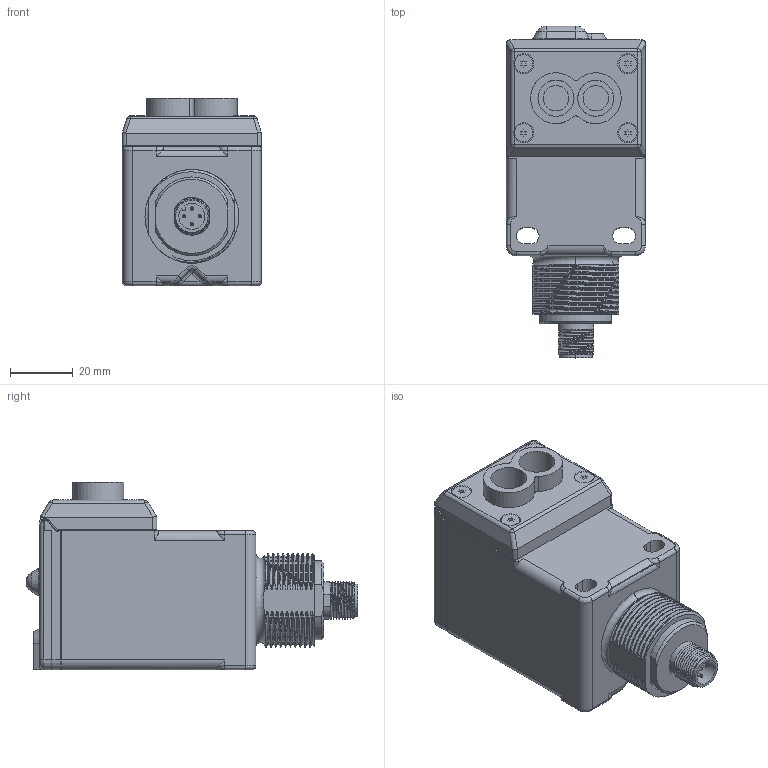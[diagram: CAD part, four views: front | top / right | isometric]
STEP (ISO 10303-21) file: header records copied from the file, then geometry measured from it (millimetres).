
FILE_DESCRIPTION((''),'2;1');
FILE_NAME('156711_SM01_ASM','2022-11-07T10:30:00',('PDMAdmin'),('BANNER ENGINEERING'),'CREO PARAMETRIC BY PTC INC, 2019292','CREO PARAMETRIC BY PTC INC, 2019292','');
FILE_SCHEMA(('CONFIG_CONTROL_DESIGN'));
Length unit declared in the file: millimetre
Products named in the file (2): 156711_EP01; 156711_SM01_ASM
Assembly tree (1 placements, depth 2):
  156711_SM01_ASM
    156711_EP01
Bounding box: 44.57 x 106.03 x 60 mm (x, y, z)
Volume: 151603.7 mm3; surface area: 32296.3 mm2
Topology: 1 solids, 2 shells, 789 faces, 2098 edges, 1328 vertices
Faces by surface type: plane 321, cylinder 224, bspline 149, cone 63, torus 19, sphere 13
Entity records: 39449 total; most frequent: CARTESIAN_POINT 21000, ORIENTED_EDGE 4172, DIRECTION 3301, EDGE_CURVE 2086, VERTEX_POINT 1328, VECTOR 1121, LINE 1121, AXIS2_PLACEMENT_3D 1090
